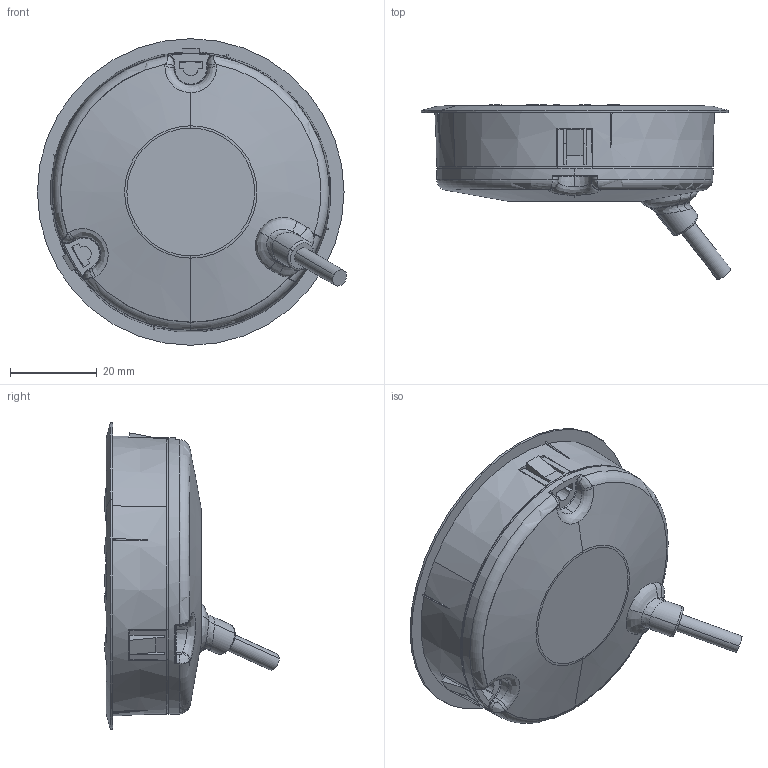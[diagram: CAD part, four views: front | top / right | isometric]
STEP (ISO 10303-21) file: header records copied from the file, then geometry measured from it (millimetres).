
FILE_DESCRIPTION((''),'2;1');
FILE_NAME('JCHT35K32C_ASM','2020-04-10T08:56:01',('user'),('捷昌驱动'),'CREO PARAMETRIC BY PTC INC, 2018100','CREO PARAMETRIC BY PTC INC, 2018100','');
FILE_SCHEMA(('CONFIG_CONTROL_DESIGN'));
Length unit declared in the file: millimetre
Products named in the file (1): JCHT35K32C_ASM
Bounding box: 71.32 x 40.23 x 70.72 mm (x, y, z)
Volume: 83102.2 mm3; surface area: 32087.7 mm2
Topology: 4 solids, 17 shells, 465 faces, 1197 edges, 771 vertices
Faces by surface type: plane 227, cylinder 95, bspline 59, cone 48, torus 28, extrusion 8
Entity records: 18763 total; most frequent: CARTESIAN_POINT 7827, ORIENTED_EDGE 2368, DIRECTION 2085, EDGE_CURVE 1185, VERTEX_POINT 771, AXIS2_PLACEMENT_3D 752, VECTOR 581, LINE 573
